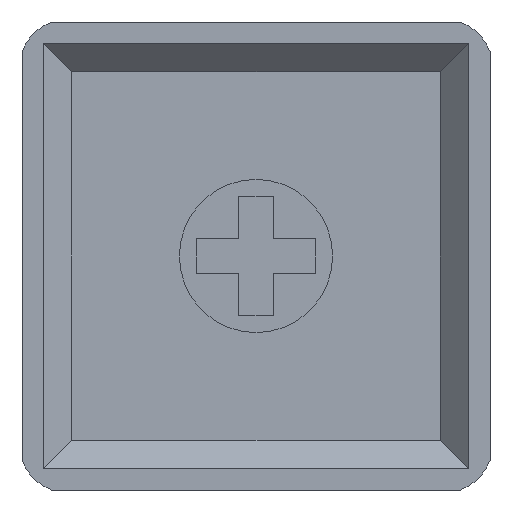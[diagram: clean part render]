
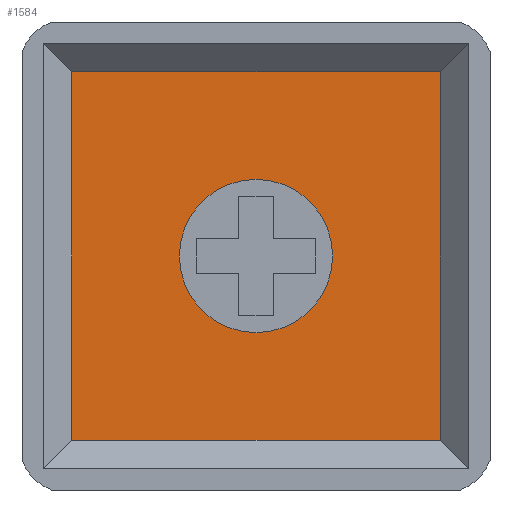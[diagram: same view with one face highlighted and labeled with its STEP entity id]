
A CAD part, front view. The second image highlights one B-rep face of the part: STEP entity #1584.
In plain terms, the highlighted planar face has unit normal (0, -1, 0).
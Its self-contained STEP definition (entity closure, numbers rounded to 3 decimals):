
#40=CIRCLE('',#1650,2.7);
#54=PLANE('',#1649);
#139=LINE('',#3939,#248);
#140=LINE('',#3942,#249);
#142=LINE('',#3946,#251);
#143=LINE('',#3947,#252);
#248=VECTOR('',#1823,10.);
#249=VECTOR('',#1826,10.);
#251=VECTOR('',#1830,10.);
#252=VECTOR('',#1831,10.);
#347=FACE_BOUND('',#521,.T.);
#421=FACE_OUTER_BOUND('',#520,.T.);
#520=EDGE_LOOP('',(#1407,#1408,#1409,#1410));
#521=EDGE_LOOP('',(#1411));
#770=VERTEX_POINT('',#3935);
#771=VERTEX_POINT('',#3937);
#772=VERTEX_POINT('',#3941);
#773=VERTEX_POINT('',#3945);
#774=VERTEX_POINT('',#3948);
#990=EDGE_CURVE('',#771,#770,#139,.T.);
#991=EDGE_CURVE('',#770,#772,#140,.T.);
#993=EDGE_CURVE('',#773,#771,#142,.T.);
#994=EDGE_CURVE('',#772,#773,#143,.T.);
#995=EDGE_CURVE('',#774,#774,#40,.T.);
#1407=ORIENTED_EDGE('',*,*,#990,.F.);
#1408=ORIENTED_EDGE('',*,*,#993,.F.);
#1409=ORIENTED_EDGE('',*,*,#994,.F.);
#1410=ORIENTED_EDGE('',*,*,#991,.F.);
#1411=ORIENTED_EDGE('',*,*,#995,.F.);
#1584=ADVANCED_FACE('',(#421,#347),#54,.F.);
#1649=AXIS2_PLACEMENT_3D('',#3944,#1828,#1829);
#1650=AXIS2_PLACEMENT_3D('',#3949,#1832,#1833);
#1823=DIRECTION('',(1.,0.,0.));
#1826=DIRECTION('',(0.,0.,-1.));
#1828=DIRECTION('center_axis',(0.,1.,0.));
#1829=DIRECTION('ref_axis',(-1.,0.,0.));
#1830=DIRECTION('',(0.,0.,1.));
#1831=DIRECTION('',(-1.,0.,0.));
#1832=DIRECTION('center_axis',(0.,-1.,0.));
#1833=DIRECTION('ref_axis',(1.,0.,0.));
#3935=CARTESIAN_POINT('',(6.5,2.3,6.5));
#3937=CARTESIAN_POINT('',(-6.5,2.3,6.5));
#3939=CARTESIAN_POINT('',(-3.75,2.3,6.5));
#3941=CARTESIAN_POINT('',(6.5,2.3,-6.5));
#3942=CARTESIAN_POINT('',(6.5,2.3,3.75));
#3944=CARTESIAN_POINT('Origin',(0.,2.3,0.));
#3945=CARTESIAN_POINT('',(-6.5,2.3,-6.5));
#3946=CARTESIAN_POINT('',(-6.5,2.3,-3.75));
#3947=CARTESIAN_POINT('',(3.75,2.3,-6.5));
#3948=CARTESIAN_POINT('',(-2.7,2.3,0.));
#3949=CARTESIAN_POINT('Origin',(0.,2.3,0.));
